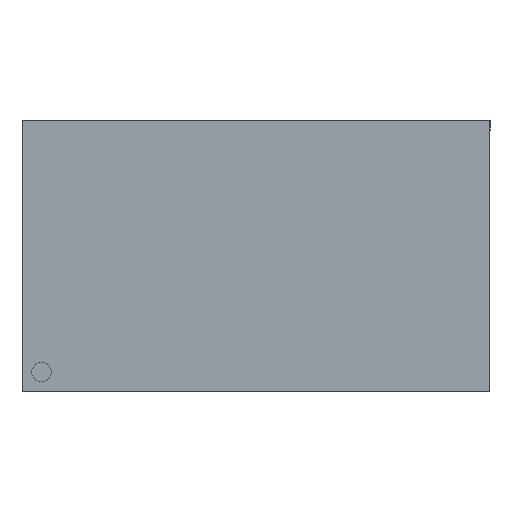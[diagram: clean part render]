
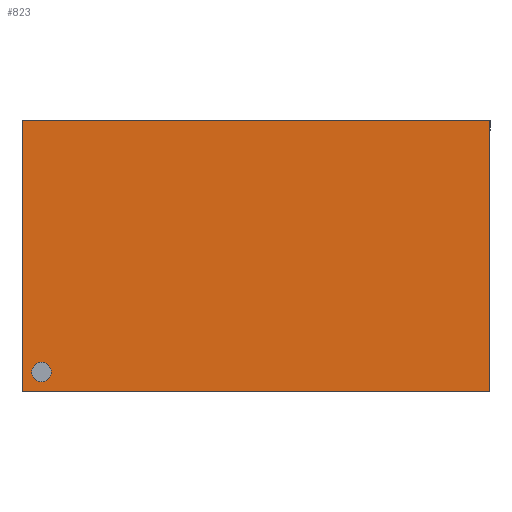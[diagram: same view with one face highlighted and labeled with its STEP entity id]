
A CAD part, top view. The second image highlights one B-rep face of the part: STEP entity #823.
In plain terms, the highlighted planar face has unit normal (0, 0, 1).
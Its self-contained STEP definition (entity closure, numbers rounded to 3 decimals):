
#709=CARTESIAN_POINT('',(-10.525,-5.975,7.87));
#710=VERTEX_POINT('',#709);
#719=CARTESIAN_POINT('',(-11.525,-5.975,7.87));
#720=VERTEX_POINT('',#719);
#721=CARTESIAN_POINT('',(-11.025,-5.975,7.87));
#722=DIRECTION('',(0.0,0.0,-1.0));
#723=DIRECTION('',(1.0,0.0,0.0));
#724=AXIS2_PLACEMENT_3D('',#721,#722,#723);
#725=CIRCLE('',#724,0.5);
#726=EDGE_CURVE('',#720,#710,#725,.T.);
#760=CARTESIAN_POINT('',(-11.025,-5.975,7.87));
#761=DIRECTION('',(0.0,0.0,-1.0));
#762=DIRECTION('',(1.0,0.0,0.0));
#763=AXIS2_PLACEMENT_3D('',#760,#761,#762);
#764=CIRCLE('',#763,0.5);
#765=EDGE_CURVE('',#710,#720,#764,.T.);
#780=CARTESIAN_POINT('',(0.0,0.0,7.87));
#781=DIRECTION('',(0.0,0.0,1.0));
#782=DIRECTION('',(0.0,-1.0,0.0));
#783=AXIS2_PLACEMENT_3D('',#780,#781,#782);
#784=PLANE('',#783);
#785=CARTESIAN_POINT('',(-12.025,-6.975,7.87));
#786=VERTEX_POINT('',#785);
#787=CARTESIAN_POINT('',(12.025,-6.975,7.87));
#788=VERTEX_POINT('',#787);
#789=CARTESIAN_POINT('',(-12.025,-6.975,7.87));
#790=DIRECTION('',(1.0,0.0,0.0));
#791=VECTOR('',#790,24.05);
#792=LINE('',#789,#791);
#793=EDGE_CURVE('',#786,#788,#792,.T.);
#794=ORIENTED_EDGE('',*,*,#793,.T.);
#795=CARTESIAN_POINT('',(12.025,6.975,7.87));
#796=VERTEX_POINT('',#795);
#797=CARTESIAN_POINT('',(12.025,-6.975,7.87));
#798=DIRECTION('',(0.0,1.0,0.0));
#799=VECTOR('',#798,13.95);
#800=LINE('',#797,#799);
#801=EDGE_CURVE('',#788,#796,#800,.T.);
#802=ORIENTED_EDGE('',*,*,#801,.T.);
#803=CARTESIAN_POINT('',(-12.025,6.975,7.87));
#804=VERTEX_POINT('',#803);
#805=CARTESIAN_POINT('',(12.025,6.975,7.87));
#806=DIRECTION('',(-1.0,0.0,0.0));
#807=VECTOR('',#806,24.05);
#808=LINE('',#805,#807);
#809=EDGE_CURVE('',#796,#804,#808,.T.);
#810=ORIENTED_EDGE('',*,*,#809,.T.);
#811=CARTESIAN_POINT('',(-12.025,6.975,7.87));
#812=DIRECTION('',(0.0,-1.0,0.0));
#813=VECTOR('',#812,13.95);
#814=LINE('',#811,#813);
#815=EDGE_CURVE('',#804,#786,#814,.T.);
#816=ORIENTED_EDGE('',*,*,#815,.T.);
#817=EDGE_LOOP('',(#794,#802,#810,#816));
#818=FACE_OUTER_BOUND('',#817,.T.);
#819=ORIENTED_EDGE('',*,*,#765,.T.);
#820=ORIENTED_EDGE('',*,*,#726,.T.);
#821=EDGE_LOOP('',(#819,#820));
#822=FACE_BOUND('',#821,.T.);
#823=ADVANCED_FACE('',(#818,#822),#784,.T.);
